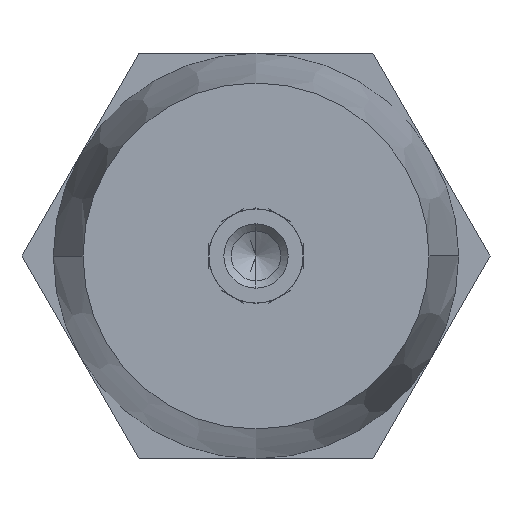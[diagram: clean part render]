
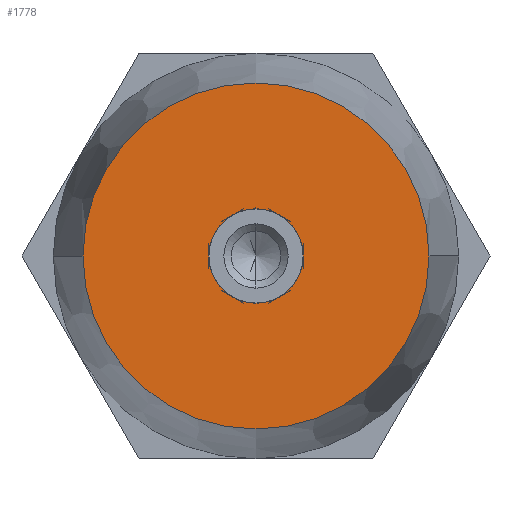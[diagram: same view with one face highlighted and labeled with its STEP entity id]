
A CAD part, front view. The second image highlights one B-rep face of the part: STEP entity #1778.
In plain terms, the highlighted planar face has unit normal (0, -1, 0).
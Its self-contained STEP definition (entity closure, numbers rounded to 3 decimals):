
#5 = CARTESIAN_POINT ( 'NONE',  ( -15.506, -22.5, 3.453 ) ) ;
#7 = LINE ( 'NONE', #853, #3729 ) ;
#30 = DIRECTION ( 'NONE',  ( -0.866, 0., 0.5 ) ) ;
#46 = CARTESIAN_POINT ( 'NONE',  ( -2.649, -22.5, -3.97 ) ) ;
#76 = ORIENTED_EDGE ( 'NONE', *, *, #868, .T. ) ;
#101 = CARTESIAN_POINT ( 'NONE',  ( -10.744, -22.5, 11.702 ) ) ;
#103 = VERTEX_POINT ( 'NONE', #3882 ) ;
#118 = DIRECTION ( 'NONE',  ( 1., 0., 0. ) ) ;
#159 = DIRECTION ( 'NONE',  ( 0., 1., 0. ) ) ;
#199 = EDGE_CURVE ( 'NONE', #103, #2156, #1289, .T. ) ;
#202 = CARTESIAN_POINT ( 'NONE',  ( 0., -22.5, 0. ) ) ;
#219 = CARTESIAN_POINT ( 'NONE',  ( 0., -22.5, 0. ) ) ;
#271 = VERTEX_POINT ( 'NONE', #3687 ) ;
#286 = LINE ( 'NONE', #101, #3586 ) ;
#312 = VERTEX_POINT ( 'NONE', #3140 ) ;
#320 = AXIS2_PLACEMENT_3D ( 'NONE', #1900, #2575, #1305 ) ;
#328 = CARTESIAN_POINT ( 'NONE',  ( 0., -22.5, 0. ) ) ;
#397 = EDGE_CURVE ( 'NONE', #312, #1580, #2430, .T. ) ;
#422 = DIRECTION ( 'NONE',  ( 0., 1., 0. ) ) ;
#434 = CARTESIAN_POINT ( 'NONE',  ( 0., -22.5, 0. ) ) ;
#470 = CARTESIAN_POINT ( 'NONE',  ( 4.763, -22.5, 0.309 ) ) ;
#539 = EDGE_CURVE ( 'NONE', #2382, #312, #3022, .T. ) ;
#623 = EDGE_CURVE ( 'NONE', #1016, #1776, #3667, .T. ) ;
#669 = VERTEX_POINT ( 'NONE', #3436 ) ;
#702 = DIRECTION ( 'NONE',  ( 0.866, 0., 0.5 ) ) ;
#718 = VERTEX_POINT ( 'NONE', #3713 ) ;
#782 = CARTESIAN_POINT ( 'NONE',  ( -17.5, -22.5, 0. ) ) ;
#791 = ORIENTED_EDGE ( 'NONE', *, *, #3086, .F. ) ;
#821 = LINE ( 'NONE', #2042, #906 ) ;
#846 = AXIS2_PLACEMENT_3D ( 'NONE', #1945, #159, #3500 ) ;
#853 = CARTESIAN_POINT ( 'NONE',  ( -10.744, -22.5, -11.702 ) ) ;
#868 = EDGE_CURVE ( 'NONE', #2287, #103, #1447, .T. ) ;
#878 = ORIENTED_EDGE ( 'NONE', *, *, #3533, .T. ) ;
#879 = EDGE_CURVE ( 'NONE', #669, #718, #3403, .T. ) ;
#906 = VECTOR ( 'NONE', #1419, 1000. ) ;
#952 = AXIS2_PLACEMENT_3D ( 'NONE', #3188, #422, #118 ) ;
#960 = CARTESIAN_POINT ( 'NONE',  ( 2.649, -22.5, -3.97 ) ) ;
#1010 = ORIENTED_EDGE ( 'NONE', *, *, #2264, .T. ) ;
#1016 = VERTEX_POINT ( 'NONE', #3354 ) ;
#1089 = PLANE ( 'NONE',  #2323 ) ;
#1137 = DIRECTION ( 'NONE',  ( -0.866, 0., -0.5 ) ) ;
#1188 = EDGE_CURVE ( 'NONE', #271, #2736, #2400, .T. ) ;
#1210 = CIRCLE ( 'NONE', #3360, 17.5 ) ;
#1256 = LINE ( 'NONE', #5, #3581 ) ;
#1289 = LINE ( 'NONE', #2771, #3434 ) ;
#1299 = CARTESIAN_POINT ( 'NONE',  ( -4.763, -22.5, 0.309 ) ) ;
#1305 = DIRECTION ( 'NONE',  ( 1., 0., 0. ) ) ;
#1365 = FACE_OUTER_BOUND ( 'NONE', #1725, .T. ) ;
#1390 = CARTESIAN_POINT ( 'NONE',  ( 2.649, -22.5, 3.97 ) ) ;
#1419 = DIRECTION ( 'NONE',  ( 0., 0., -1. ) ) ;
#1447 = CIRCLE ( 'NONE', #3598, 4.773 ) ;
#1572 = EDGE_CURVE ( 'NONE', #3590, #3526, #1691, .T. ) ;
#1580 = VERTEX_POINT ( 'NONE', #2247 ) ;
#1691 = CIRCLE ( 'NONE', #952, 4.773 ) ;
#1725 = EDGE_LOOP ( 'NONE', ( #791, #3888 ) ) ;
#1776 = VERTEX_POINT ( 'NONE', #2589 ) ;
#1778 = ADVANCED_FACE ( 'NONE', ( #1365, #3682 ), #1089, .T. ) ;
#1810 = DIRECTION ( 'NONE',  ( 0., 1., 0. ) ) ;
#1900 = CARTESIAN_POINT ( 'NONE',  ( 0., -22.5, 0. ) ) ;
#1905 = ORIENTED_EDGE ( 'NONE', *, *, #1932, .T. ) ;
#1926 = AXIS2_PLACEMENT_3D ( 'NONE', #328, #2091, #2655 ) ;
#1932 = EDGE_CURVE ( 'NONE', #3526, #271, #821, .T. ) ;
#1935 = EDGE_CURVE ( 'NONE', #2736, #1016, #7, .T. ) ;
#1945 = CARTESIAN_POINT ( 'NONE',  ( 0., -22.5, 0. ) ) ;
#1946 = ORIENTED_EDGE ( 'NONE', *, *, #539, .T. ) ;
#1968 = DIRECTION ( 'NONE',  ( 1., 0., 0. ) ) ;
#1993 = ORIENTED_EDGE ( 'NONE', *, *, #1188, .T. ) ;
#2042 = CARTESIAN_POINT ( 'NONE',  ( 4.763, -22.5, 0. ) ) ;
#2091 = DIRECTION ( 'NONE',  ( 0., 1., 0. ) ) ;
#2133 = ORIENTED_EDGE ( 'NONE', *, *, #1935, .T. ) ;
#2152 = DIRECTION ( 'NONE',  ( 0.866, 0., -0.5 ) ) ;
#2156 = VERTEX_POINT ( 'NONE', #1299 ) ;
#2178 = CARTESIAN_POINT ( 'NONE',  ( -15.506, -22.5, -3.453 ) ) ;
#2189 = ORIENTED_EDGE ( 'NONE', *, *, #2914, .T. ) ;
#2199 = ORIENTED_EDGE ( 'NONE', *, *, #3284, .T. ) ;
#2247 = CARTESIAN_POINT ( 'NONE',  ( 0., -22.5, 4.773 ) ) ;
#2264 = EDGE_CURVE ( 'NONE', #2964, #3590, #286, .T. ) ;
#2277 = DIRECTION ( 'NONE',  ( -1., 0., 0. ) ) ;
#2287 = VERTEX_POINT ( 'NONE', #46 ) ;
#2306 = DIRECTION ( 'NONE',  ( 1., 0., 0. ) ) ;
#2323 = AXIS2_PLACEMENT_3D ( 'NONE', #782, #3510, #3522 ) ;
#2353 = AXIS2_PLACEMENT_3D ( 'NONE', #2531, #3087, #3097 ) ;
#2382 = VERTEX_POINT ( 'NONE', #3162 ) ;
#2400 = CIRCLE ( 'NONE', #2527, 4.773 ) ;
#2430 = CIRCLE ( 'NONE', #3025, 4.773 ) ;
#2484 = ORIENTED_EDGE ( 'NONE', *, *, #623, .T. ) ;
#2490 = ORIENTED_EDGE ( 'NONE', *, *, #1572, .T. ) ;
#2527 = AXIS2_PLACEMENT_3D ( 'NONE', #202, #2588, #1968 ) ;
#2531 = CARTESIAN_POINT ( 'NONE',  ( 0., -22.5, 0. ) ) ;
#2575 = DIRECTION ( 'NONE',  ( 0., 1., 0. ) ) ;
#2588 = DIRECTION ( 'NONE',  ( 0., 1., 0. ) ) ;
#2589 = CARTESIAN_POINT ( 'NONE',  ( -2.114, -22.5, -4.279 ) ) ;
#2655 = DIRECTION ( 'NONE',  ( -1., 0., 0. ) ) ;
#2718 = EDGE_LOOP ( 'NONE', ( #1010, #2490, #1905, #1993, #2133, #2484, #2199, #76, #3429, #2189, #1946, #3869, #878 ) ) ;
#2736 = VERTEX_POINT ( 'NONE', #960 ) ;
#2771 = CARTESIAN_POINT ( 'NONE',  ( -4.763, -22.5, 0. ) ) ;
#2786 = VECTOR ( 'NONE', #702, 1000. ) ;
#2855 = DIRECTION ( 'NONE',  ( 0., 1., 0. ) ) ;
#2914 = EDGE_CURVE ( 'NONE', #2156, #2382, #3023, .T. ) ;
#2964 = VERTEX_POINT ( 'NONE', #3706 ) ;
#3022 = LINE ( 'NONE', #2178, #2786 ) ;
#3023 = CIRCLE ( 'NONE', #2353, 4.773 ) ;
#3025 = AXIS2_PLACEMENT_3D ( 'NONE', #219, #3809, #2306 ) ;
#3036 = DIRECTION ( 'NONE',  ( 1., 0., 0. ) ) ;
#3086 = EDGE_CURVE ( 'NONE', #718, #669, #1210, .T. ) ;
#3087 = DIRECTION ( 'NONE',  ( 0., 1., 0. ) ) ;
#3097 = DIRECTION ( 'NONE',  ( 1., 0., 0. ) ) ;
#3140 = CARTESIAN_POINT ( 'NONE',  ( -2.114, -22.5, 4.279 ) ) ;
#3162 = CARTESIAN_POINT ( 'NONE',  ( -2.649, -22.5, 3.97 ) ) ;
#3188 = CARTESIAN_POINT ( 'NONE',  ( 0., -22.5, 0. ) ) ;
#3284 = EDGE_CURVE ( 'NONE', #1776, #2287, #1256, .T. ) ;
#3354 = CARTESIAN_POINT ( 'NONE',  ( 2.114, -22.5, -4.279 ) ) ;
#3360 = AXIS2_PLACEMENT_3D ( 'NONE', #434, #2855, #2277 ) ;
#3403 = CIRCLE ( 'NONE', #1926, 17.5 ) ;
#3429 = ORIENTED_EDGE ( 'NONE', *, *, #199, .T. ) ;
#3434 = VECTOR ( 'NONE', #3660, 1000. ) ;
#3436 = CARTESIAN_POINT ( 'NONE',  ( 17.5, -22.5, 0. ) ) ;
#3500 = DIRECTION ( 'NONE',  ( 1., 0., 0. ) ) ;
#3510 = DIRECTION ( 'NONE',  ( 0., -1., 0. ) ) ;
#3522 = DIRECTION ( 'NONE',  ( 1., 0., 0. ) ) ;
#3526 = VERTEX_POINT ( 'NONE', #470 ) ;
#3533 = EDGE_CURVE ( 'NONE', #1580, #2964, #3668, .T. ) ;
#3581 = VECTOR ( 'NONE', #30, 1000. ) ;
#3586 = VECTOR ( 'NONE', #2152, 1000. ) ;
#3590 = VERTEX_POINT ( 'NONE', #1390 ) ;
#3598 = AXIS2_PLACEMENT_3D ( 'NONE', #3605, #1810, #3036 ) ;
#3605 = CARTESIAN_POINT ( 'NONE',  ( 0., -22.5, 0. ) ) ;
#3660 = DIRECTION ( 'NONE',  ( 0., 0., 1. ) ) ;
#3667 = CIRCLE ( 'NONE', #320, 4.773 ) ;
#3668 = CIRCLE ( 'NONE', #846, 4.773 ) ;
#3682 = FACE_BOUND ( 'NONE', #2718, .T. ) ;
#3687 = CARTESIAN_POINT ( 'NONE',  ( 4.763, -22.5, -0.309 ) ) ;
#3706 = CARTESIAN_POINT ( 'NONE',  ( 2.114, -22.5, 4.279 ) ) ;
#3713 = CARTESIAN_POINT ( 'NONE',  ( -17.5, -22.5, 0. ) ) ;
#3729 = VECTOR ( 'NONE', #1137, 1000. ) ;
#3809 = DIRECTION ( 'NONE',  ( 0., 1., 0. ) ) ;
#3869 = ORIENTED_EDGE ( 'NONE', *, *, #397, .T. ) ;
#3882 = CARTESIAN_POINT ( 'NONE',  ( -4.763, -22.5, -0.309 ) ) ;
#3888 = ORIENTED_EDGE ( 'NONE', *, *, #879, .F. ) ;
